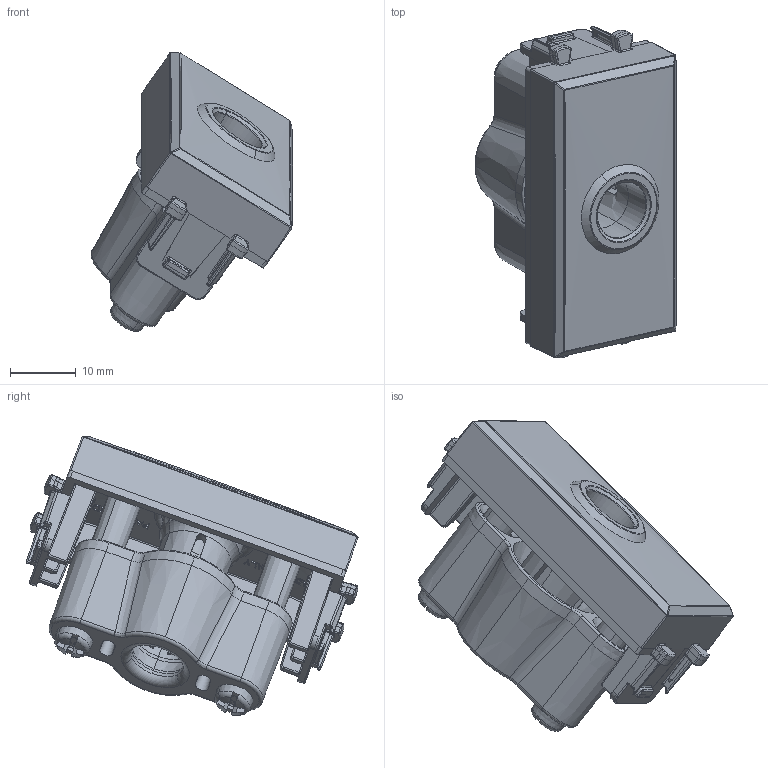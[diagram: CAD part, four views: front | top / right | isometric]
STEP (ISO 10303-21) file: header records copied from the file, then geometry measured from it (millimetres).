
FILE_DESCRIPTION(('CATIA V5 STEP Exchange'),'2;1');
FILE_NAME('442008.stp','2024-03-06T11:21:19+00:00',('none'),('none'),'CATIA Version 5-6 Release 2016 SP6','CATIA V5 STEP AP203','none');
FILE_SCHEMA(('CONFIG_CONTROL_DESIGN'));
Length unit declared in the file: millimetre
Products named in the file (1): 442008
Assembly tree (5 placements, depth 2):
  442008
    #57
    #101
    #39554
    #43135  x2
Bounding box: 30.8 x 50.62 x 42.55 mm (x, y, z)
Volume: 8642.1 mm3; surface area: 10797.3 mm2
Topology: 4 solids, 4 shells, 1353 faces, 3450 edges, 2076 vertices
Faces by surface type: plane 520, cylinder 364, bspline 220, sphere 80, cone 80, torus 69, extrusion 12, revolution 8
Entity records: 47376 total; most frequent: CARTESIAN_POINT 22164, ORIENTED_EDGE 6216, DIRECTION 3339, EDGE_CURVE 3108, VERTEX_POINT 1894, VECTOR 1324, LINE 1312, AXIS2_PLACEMENT_3D 1304
